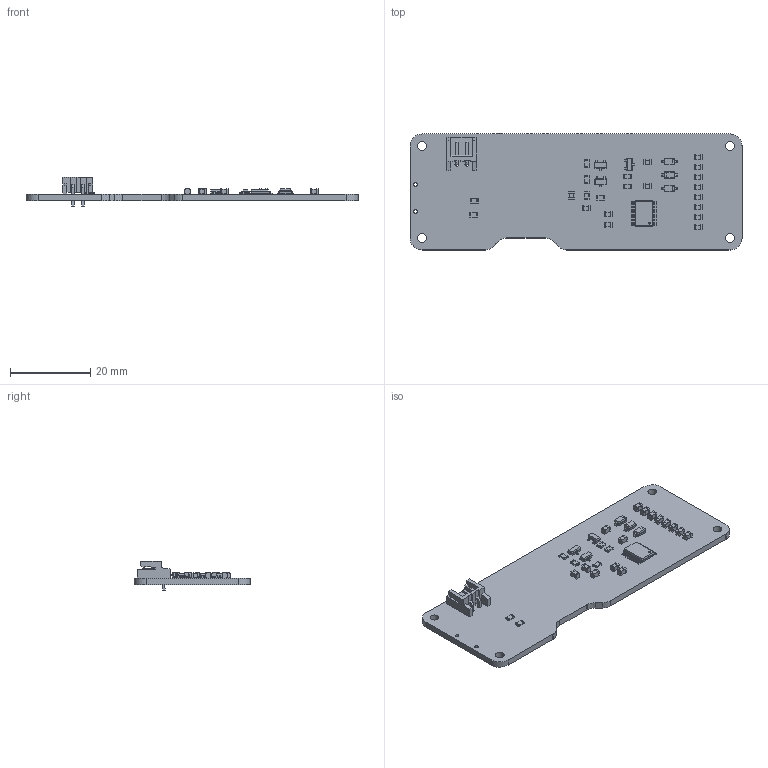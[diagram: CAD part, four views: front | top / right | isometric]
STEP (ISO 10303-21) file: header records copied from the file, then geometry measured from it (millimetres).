
FILE_DESCRIPTION(('KiCad electronic assembly'),'2;1');
FILE_NAME('love-letters.step','2025-04-02T12:59:49',('Pcbnew'),('Kicad') ,'Open CASCADE STEP processor 7.8','KiCad to STEP converter','Unknown' );
FILE_SCHEMA(('AUTOMOTIVE_DESIGN { 1 0 10303 214 1 1 1 1 }'));
Length unit declared in the file: millimetre
Products named in the file (14): love-letters 1; C_0805_2012Metric; R_0805_2012Metric; SOT-23; SOT_23; D_SOD-123; D_SOD_123; TSSOP-20_4.4x6.5mm_P0.65mm; TSSOP_20_44x65mm_P065mm; JST_EH_S2B-EH_1x02_P2.50mm_Horizontal; JST_S2B_EH; love-letters_PCB
Assembly tree (37 placements, depth 3):
  love-letters 1
    C_0805_2012Metric  x15
      C_0805_2012Metric
    R_0805_2012Metric  x7
      R_0805_2012Metric
    SOT-23  x3
      SOT_23
    D_SOD-123  x3
      D_SOD_123
    TSSOP-20_4.4x6.5mm_P0.65mm
      TSSOP_20_44x65mm_P065mm
    JST_EH_S2B-EH_1x02_P2.50mm_Horizontal
      JST_S2B_EH
    love-letters_PCB
Bounding box: 83 x 29 x 7.4 mm (x, y, z)
Volume: 3942.5 mm3; surface area: 5880.5 mm2
Topology: 31 solids, 31 shells, 1499 faces, 3823 edges, 2424 vertices
Faces by surface type: plane 899, cylinder 397, bspline 203
Full cylindrical faces by diameter (mm): 0.5 x1, 0.9 x2, 1 x2, 2.2 x4
Entity records: 24779 total; most frequent: CARTESIAN_POINT 3917, ORIENTED_EDGE 3470, DIRECTION 3133, EDGE_CURVE 1735, LINE 1357, VECTOR 1357, VERTEX_POINT 1092, AXIS2_PLACEMENT_3D 888
